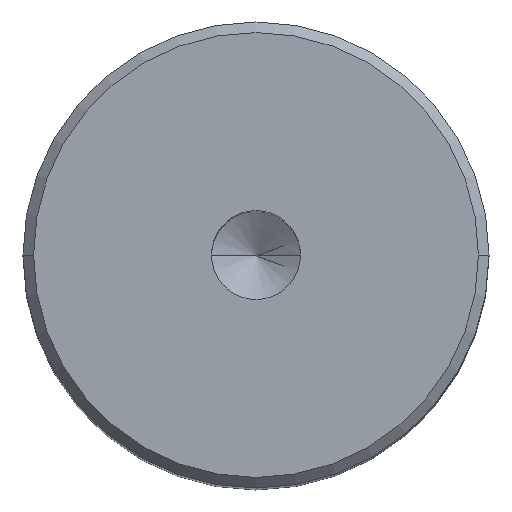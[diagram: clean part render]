
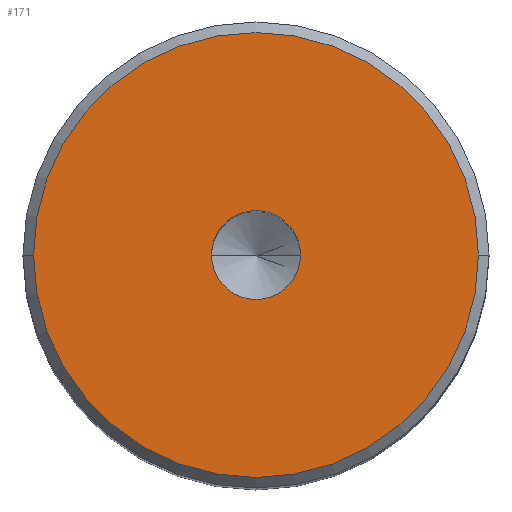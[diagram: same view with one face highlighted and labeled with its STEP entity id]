
A CAD part, top view. The second image highlights one B-rep face of the part: STEP entity #171.
In plain terms, the highlighted planar face has unit normal (0, 0, 1).
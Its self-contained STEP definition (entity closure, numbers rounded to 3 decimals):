
#16 = PLANE ( 'NONE',  #249 ) ;
#21 = CIRCLE ( 'NONE', #505, 2.1 ) ;
#23 = VERTEX_POINT ( 'NONE', #275 ) ;
#55 = CARTESIAN_POINT ( 'NONE',  ( -10.5, 0., 0. ) ) ;
#65 = FACE_OUTER_BOUND ( 'NONE', #372, .T. ) ;
#75 = CIRCLE ( 'NONE', #277, 10.5 ) ;
#91 = VERTEX_POINT ( 'NONE', #55 ) ;
#111 = CARTESIAN_POINT ( 'NONE',  ( -2.1, 0., 0. ) ) ;
#115 = DIRECTION ( 'NONE',  ( 0., 0., 1. ) ) ;
#141 = ORIENTED_EDGE ( 'NONE', *, *, #145, .F. ) ;
#145 = EDGE_CURVE ( 'NONE', #404, #562, #552, .T. ) ;
#158 = DIRECTION ( 'NONE',  ( 1., 0., 0. ) ) ;
#171 = ADVANCED_FACE ( 'NONE', ( #477, #65 ), #16, .T. ) ;
#205 = DIRECTION ( 'NONE',  ( 1., 0., 0. ) ) ;
#208 = CARTESIAN_POINT ( 'NONE',  ( 0., 0., 0. ) ) ;
#220 = DIRECTION ( 'NONE',  ( 1., 0., 0. ) ) ;
#227 = DIRECTION ( 'NONE',  ( 0., 0., 1. ) ) ;
#243 = ORIENTED_EDGE ( 'NONE', *, *, #247, .F. ) ;
#247 = EDGE_CURVE ( 'NONE', #562, #404, #21, .T. ) ;
#249 = AXIS2_PLACEMENT_3D ( 'NONE', #208, #385, #251 ) ;
#251 = DIRECTION ( 'NONE',  ( 1., 0., 0. ) ) ;
#275 = CARTESIAN_POINT ( 'NONE',  ( 10.5, 0., 0. ) ) ;
#277 = AXIS2_PLACEMENT_3D ( 'NONE', #428, #558, #158 ) ;
#351 = ORIENTED_EDGE ( 'NONE', *, *, #565, .T. ) ;
#369 = AXIS2_PLACEMENT_3D ( 'NONE', #384, #115, #205 ) ;
#372 = EDGE_LOOP ( 'NONE', ( #351, #523 ) ) ;
#373 = CARTESIAN_POINT ( 'NONE',  ( 0., 0., 0. ) ) ;
#384 = CARTESIAN_POINT ( 'NONE',  ( 0., 0., 0. ) ) ;
#385 = DIRECTION ( 'NONE',  ( 0., 0., 1. ) ) ;
#404 = VERTEX_POINT ( 'NONE', #423 ) ;
#423 = CARTESIAN_POINT ( 'NONE',  ( 2.1, 0., 0. ) ) ;
#428 = CARTESIAN_POINT ( 'NONE',  ( 0., 0., 0. ) ) ;
#438 = CARTESIAN_POINT ( 'NONE',  ( 0., 0., 0. ) ) ;
#446 = AXIS2_PLACEMENT_3D ( 'NONE', #373, #575, #453 ) ;
#448 = CIRCLE ( 'NONE', #369, 10.5 ) ;
#453 = DIRECTION ( 'NONE',  ( 1., 0., 0. ) ) ;
#477 = FACE_BOUND ( 'NONE', #571, .T. ) ;
#505 = AXIS2_PLACEMENT_3D ( 'NONE', #438, #227, #220 ) ;
#523 = ORIENTED_EDGE ( 'NONE', *, *, #561, .T. ) ;
#552 = CIRCLE ( 'NONE', #446, 2.1 ) ;
#558 = DIRECTION ( 'NONE',  ( 0., 0., 1. ) ) ;
#561 = EDGE_CURVE ( 'NONE', #23, #91, #448, .T. ) ;
#562 = VERTEX_POINT ( 'NONE', #111 ) ;
#565 = EDGE_CURVE ( 'NONE', #91, #23, #75, .T. ) ;
#571 = EDGE_LOOP ( 'NONE', ( #141, #243 ) ) ;
#575 = DIRECTION ( 'NONE',  ( 0., 0., 1. ) ) ;
